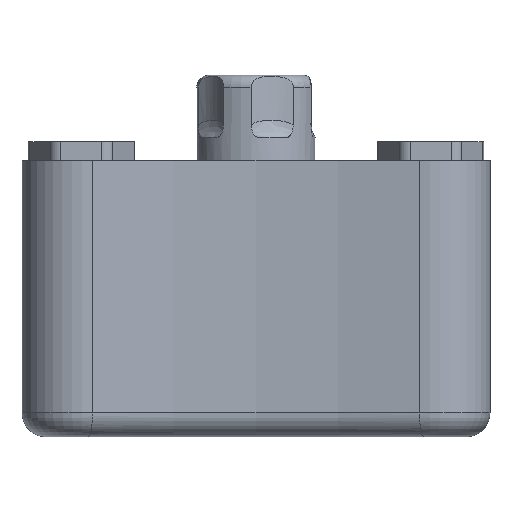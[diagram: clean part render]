
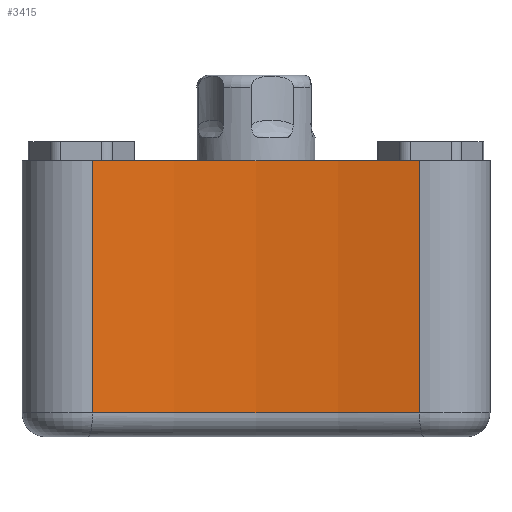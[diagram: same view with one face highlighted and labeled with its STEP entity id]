
A CAD part, front view. The second image highlights one B-rep face of the part: STEP entity #3415.
In plain terms, the highlighted cylindrical face has radius 216.062 mm (diameter 432.125 mm), a partial arc.
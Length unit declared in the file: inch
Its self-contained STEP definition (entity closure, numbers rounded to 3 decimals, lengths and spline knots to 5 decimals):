
#330=FACE_OUTER_BOUND('',#543,.T.);
#543=EDGE_LOOP('',(#2969,#2970,#2971,#2972));
#667=CIRCLE('',#3638,8.50639);
#710=CIRCLE('',#3766,8.50639);
#1031=LINE('',#11871,#1202);
#1032=LINE('',#11884,#1203);
#1202=VECTOR('',#4559,0.3937);
#1203=VECTOR('',#4574,0.3937);
#1458=VERTEX_POINT('',#10718);
#1459=VERTEX_POINT('',#10720);
#1533=VERTEX_POINT('',#11869);
#1538=VERTEX_POINT('',#11882);
#1904=EDGE_CURVE('',#1458,#1459,#667,.T.);
#2021=EDGE_CURVE('',#1533,#1458,#1031,.T.);
#2027=EDGE_CURVE('',#1538,#1459,#1032,.T.);
#2028=EDGE_CURVE('',#1538,#1533,#710,.T.);
#2969=ORIENTED_EDGE('',*,*,#2028,.F.);
#2970=ORIENTED_EDGE('',*,*,#2027,.T.);
#2971=ORIENTED_EDGE('',*,*,#1904,.F.);
#2972=ORIENTED_EDGE('',*,*,#2021,.F.);
#3237=CYLINDRICAL_SURFACE('',#3765,8.50639);
#3415=ADVANCED_FACE('',(#330),#3237,.F.);
#3638=AXIS2_PLACEMENT_3D('',#10721,#4284,#4285);
#3765=AXIS2_PLACEMENT_3D('',#11885,#4575,#4576);
#3766=AXIS2_PLACEMENT_3D('',#11886,#4577,#4578);
#4284=DIRECTION('center_axis',(0.,0.,-1.));
#4285=DIRECTION('ref_axis',(0.183,0.983,0.));
#4559=DIRECTION('',(0.,0.,1.));
#4574=DIRECTION('',(0.,0.,1.));
#4575=DIRECTION('center_axis',(0.,0.,-1.));
#4576=DIRECTION('ref_axis',(0.183,0.983,0.));
#4577=DIRECTION('center_axis',(0.,0.,1.));
#4578=DIRECTION('ref_axis',(0.,1.,0.));
#10718=CARTESIAN_POINT('',(0.28111,0.03181,2.9));
#10720=CARTESIAN_POINT('',(3.71889,0.03181,2.9));
#10721=CARTESIAN_POINT('Origin',(2.,-8.29911,2.9));
#11869=CARTESIAN_POINT('',(0.28111,0.03181,0.25));
#11871=CARTESIAN_POINT('',(0.28111,0.03181,2.05));
#11882=CARTESIAN_POINT('',(3.71889,0.03181,0.25));
#11884=CARTESIAN_POINT('',(3.71889,0.03181,2.15));
#11885=CARTESIAN_POINT('Origin',(2.,-8.29911,2.15));
#11886=CARTESIAN_POINT('Origin',(2.,-8.29911,0.25));
